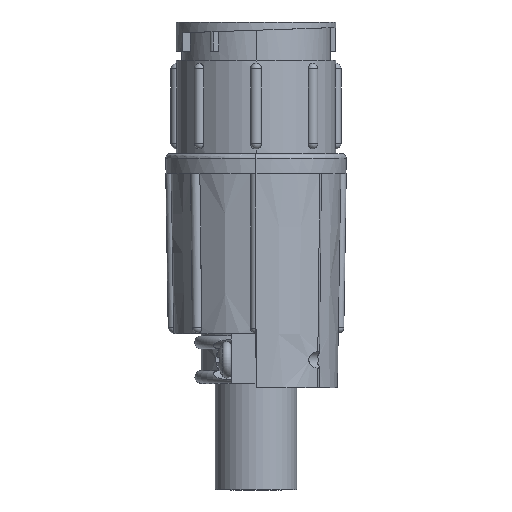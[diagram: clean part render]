
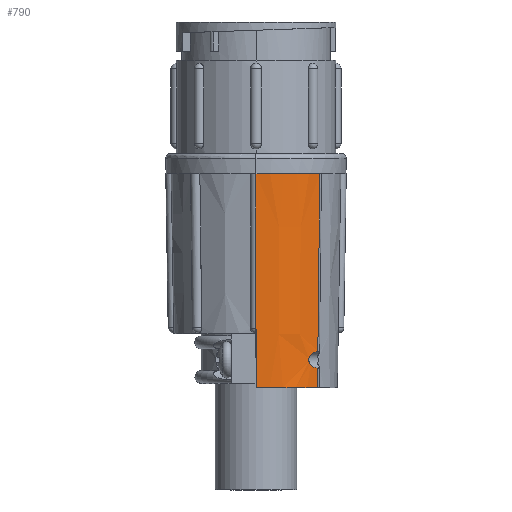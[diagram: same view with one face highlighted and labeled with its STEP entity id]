
A CAD part, left-side view. The second image highlights one B-rep face of the part: STEP entity #790.
In plain terms, the highlighted conical face has half-angle 0.9 degrees and reference radius 12.529 mm.
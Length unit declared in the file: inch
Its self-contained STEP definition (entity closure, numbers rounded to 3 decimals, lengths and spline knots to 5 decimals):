
#6 = B_SPLINE_CURVE_WITH_KNOTS ( 'NONE', 3,
 ( #10699, #10169, #10288, #10461, #6807, #8436, #7203, #3004, #8091, #9195, #6665, #5930, #3896, #6105, #4717, #3489, #5487, #7720, #4881, #1285, #5877, #6702, #2554, #10513 ),
 .UNSPECIFIED., .F., .F.,
 ( 4, 2, 2, 2, 2, 2, 2, 2, 2, 2, 2, 4 ),
 ( 0., 0.00055, 0.00109, 0.00164, 0.00191, 0.00219, 0.00246, 0.00273, 0.00301, 0.00328, 0.00383, 0.00437 ),
 .UNSPECIFIED. ) ;
#89 = AXIS2_PLACEMENT_3D ( 'NONE', #6474, #6466, #6464 ) ;
#100 = FACE_OUTER_BOUND ( 'NONE', #4960, .T. ) ;
#764 = CARTESIAN_POINT ( 'NONE',  ( -0.47999, 0., -1.67547 ) ) ;
#790 = ADVANCED_FACE ( 'NONE', ( #100 ), #1797, .T. ) ;
#924 = ORIENTED_EDGE ( 'NONE', *, *, #3019, .T. ) ;
#970 = ORIENTED_EDGE ( 'NONE', *, *, #7244, .T. ) ;
#1239 = ORIENTED_EDGE ( 'NONE', *, *, #6707, .T. ) ;
#1261 = VERTEX_POINT ( 'NONE', #6500 ) ;
#1282 = LINE ( 'NONE', #8461, #6322 ) ;
#1285 = CARTESIAN_POINT ( 'NONE',  ( -0.36178, -0.31231, -1.80882 ) ) ;
#1530 = CIRCLE ( 'NONE', #89, 0.47489 ) ;
#1797 = CONICAL_SURFACE ( 'NONE', #2999, 0.49327, 0.016 ) ;
#2271 = LINE ( 'NONE', #6540, #2678 ) ;
#2290 = DIRECTION ( 'NONE',  ( 1., 0., 0. ) ) ;
#2303 = DIRECTION ( 'NONE',  ( 0., 0., -1. ) ) ;
#2332 = CARTESIAN_POINT ( 'NONE',  ( 0., 0., -0.83 ) ) ;
#2554 = CARTESIAN_POINT ( 'NONE',  ( -0.34315, -0.33287, -1.80094 ) ) ;
#2678 = VECTOR ( 'NONE', #6595, 39.37008 ) ;
#2863 = EDGE_CURVE ( 'NONE', #4289, #4756, #1282, .T. ) ;
#2995 = CARTESIAN_POINT ( 'NONE',  ( -0.3358, -0.3358, -2. ) ) ;
#2999 = AXIS2_PLACEMENT_3D ( 'NONE', #9849, #9852, #9909 ) ;
#3004 = CARTESIAN_POINT ( 'NONE',  ( -0.37713, -0.29214, -1.86348 ) ) ;
#3019 = EDGE_CURVE ( 'NONE', #4756, #3996, #1530, .T. ) ;
#3344 = CARTESIAN_POINT ( 'NONE',  ( -0.33801, -0.33801, -1.8006 ) ) ;
#3489 = CARTESIAN_POINT ( 'NONE',  ( -0.37468, -0.29628, -1.82352 ) ) ;
#3502 = ORIENTED_EDGE ( 'NONE', *, *, #5308, .F. ) ;
#3672 = ORIENTED_EDGE ( 'NONE', *, *, #2863, .T. ) ;
#3717 = CIRCLE ( 'NONE', #8015, 0.49327 ) ;
#3896 = CARTESIAN_POINT ( 'NONE',  ( -0.3801, -0.28888, -1.83907 ) ) ;
#3905 = CARTESIAN_POINT ( 'NONE',  ( -0.3488, -0.3488, -0.83 ) ) ;
#3964 = DIRECTION ( 'NONE',  ( -0.011, -0.011, 1. ) ) ;
#3996 = VERTEX_POINT ( 'NONE', #2995 ) ;
#4220 = LINE ( 'NONE', #5286, #11199 ) ;
#4289 = VERTEX_POINT ( 'NONE', #764 ) ;
#4427 = VERTEX_POINT ( 'NONE', #8689 ) ;
#4717 = CARTESIAN_POINT ( 'NONE',  ( -0.3774, -0.29267, -1.82919 ) ) ;
#4721 = LINE ( 'NONE', #3905, #9348 ) ;
#4756 = VERTEX_POINT ( 'NONE', #6011 ) ;
#4881 = CARTESIAN_POINT ( 'NONE',  ( -0.36777, -0.30505, -1.81432 ) ) ;
#4941 = VERTEX_POINT ( 'NONE', #5565 ) ;
#4960 = EDGE_LOOP ( 'NONE', ( #3502, #3672, #924, #1239, #970, #9920, #9959 ) ) ;
#5286 = CARTESIAN_POINT ( 'NONE',  ( -0.03, 0., -30.32062 ) ) ;
#5308 = EDGE_CURVE ( 'NONE', #4289, #4941, #4220, .T. ) ;
#5339 = DIRECTION ( 'NONE',  ( -0.016, 0., 1. ) ) ;
#5487 = CARTESIAN_POINT ( 'NONE',  ( -0.37308, -0.29836, -1.82094 ) ) ;
#5565 = CARTESIAN_POINT ( 'NONE',  ( -0.49327, 0., -0.83 ) ) ;
#5877 = CARTESIAN_POINT ( 'NONE',  ( -0.35741, -0.31738, -1.80608 ) ) ;
#5930 = CARTESIAN_POINT ( 'NONE',  ( -0.38052, -0.28823, -1.8427 ) ) ;
#6011 = CARTESIAN_POINT ( 'NONE',  ( -0.47489, 0., -2. ) ) ;
#6105 = CARTESIAN_POINT ( 'NONE',  ( -0.37853, -0.29112, -1.8323 ) ) ;
#6139 = EDGE_CURVE ( 'NONE', #10140, #4427, #4721, .T. ) ;
#6322 = VECTOR ( 'NONE', #8428, 39.37008 ) ;
#6464 = DIRECTION ( 'NONE',  ( 1., 0., 0. ) ) ;
#6466 = DIRECTION ( 'NONE',  ( 0., 0., 1. ) ) ;
#6474 = CARTESIAN_POINT ( 'NONE',  ( 0., 0., -2. ) ) ;
#6500 = CARTESIAN_POINT ( 'NONE',  ( -0.33701, -0.33701, -1.89146 ) ) ;
#6540 = CARTESIAN_POINT ( 'NONE',  ( -0.3488, -0.3488, -0.83 ) ) ;
#6595 = DIRECTION ( 'NONE',  ( -0.011, -0.011, 1. ) ) ;
#6665 = CARTESIAN_POINT ( 'NONE',  ( -0.38047, -0.28811, -1.84994 ) ) ;
#6702 = CARTESIAN_POINT ( 'NONE',  ( -0.34812, -0.32763, -1.80214 ) ) ;
#6707 = EDGE_CURVE ( 'NONE', #3996, #1261, #2271, .T. ) ;
#6807 = CARTESIAN_POINT ( 'NONE',  ( -0.36101, -0.3114, -1.88372 ) ) ;
#7001 = EDGE_CURVE ( 'NONE', #4427, #4941, #3717, .T. ) ;
#7203 = CARTESIAN_POINT ( 'NONE',  ( -0.37286, -0.29738, -1.87203 ) ) ;
#7244 = EDGE_CURVE ( 'NONE', #1261, #10140, #6, .T. ) ;
#7720 = CARTESIAN_POINT ( 'NONE',  ( -0.36964, -0.30273, -1.81636 ) ) ;
#8015 = AXIS2_PLACEMENT_3D ( 'NONE', #2332, #2303, #2290 ) ;
#8091 = CARTESIAN_POINT ( 'NONE',  ( -0.37832, -0.29066, -1.86033 ) ) ;
#8428 = DIRECTION ( 'NONE',  ( 0.016, 0., -1. ) ) ;
#8436 = CARTESIAN_POINT ( 'NONE',  ( -0.36914, -0.3019, -1.87656 ) ) ;
#8461 = CARTESIAN_POINT ( 'NONE',  ( -0.49327, 0., -0.83 ) ) ;
#8689 = CARTESIAN_POINT ( 'NONE',  ( -0.3488, -0.3488, -0.83 ) ) ;
#9195 = CARTESIAN_POINT ( 'NONE',  ( -0.38, -0.28864, -1.85356 ) ) ;
#9348 = VECTOR ( 'NONE', #3964, 39.37008 ) ;
#9849 = CARTESIAN_POINT ( 'NONE',  ( 0., 0., -0.83 ) ) ;
#9852 = DIRECTION ( 'NONE',  ( 0., 0., 1. ) ) ;
#9909 = DIRECTION ( 'NONE',  ( 1., 0., 0. ) ) ;
#9920 = ORIENTED_EDGE ( 'NONE', *, *, #6139, .T. ) ;
#9959 = ORIENTED_EDGE ( 'NONE', *, *, #7001, .T. ) ;
#10140 = VERTEX_POINT ( 'NONE', #3344 ) ;
#10169 = CARTESIAN_POINT ( 'NONE',  ( -0.34215, -0.33186, -1.89123 ) ) ;
#10288 = CARTESIAN_POINT ( 'NONE',  ( -0.34707, -0.32674, -1.89016 ) ) ;
#10461 = CARTESIAN_POINT ( 'NONE',  ( -0.35648, -0.31653, -1.88643 ) ) ;
#10513 = CARTESIAN_POINT ( 'NONE',  ( -0.33801, -0.33801, -1.8006 ) ) ;
#10699 = CARTESIAN_POINT ( 'NONE',  ( -0.33701, -0.33701, -1.89146 ) ) ;
#11199 = VECTOR ( 'NONE', #5339, 39.37008 ) ;
